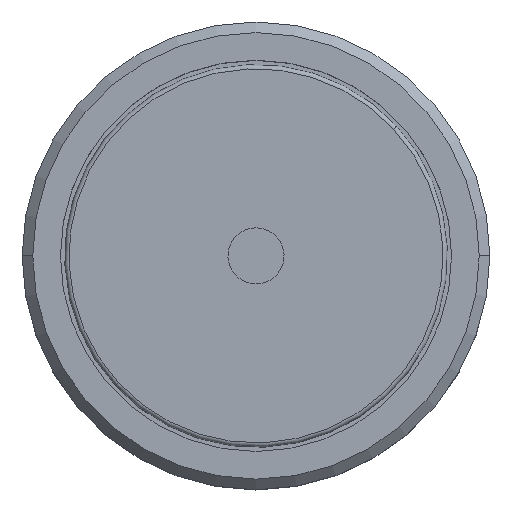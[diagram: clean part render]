
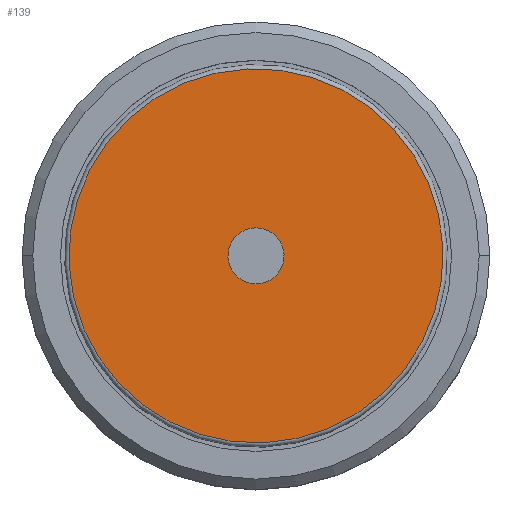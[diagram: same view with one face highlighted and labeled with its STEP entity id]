
A CAD part, top view. The second image highlights one B-rep face of the part: STEP entity #139.
In plain terms, the highlighted planar face has unit normal (0, 0, 1).
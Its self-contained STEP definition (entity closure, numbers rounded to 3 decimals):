
#36 = VERTEX_POINT ( 'NONE', #521 ) ;
#50 = CARTESIAN_POINT ( 'NONE',  ( -1.319, 0., 5. ) ) ;
#67 = DIRECTION ( 'NONE',  ( 1., 0., 0. ) ) ;
#68 = EDGE_LOOP ( 'NONE', ( #262, #435 ) ) ;
#86 = EDGE_LOOP ( 'NONE', ( #776, #412 ) ) ;
#112 = PLANE ( 'NONE',  #305 ) ;
#129 = CARTESIAN_POINT ( 'NONE',  ( 0., 0., 5. ) ) ;
#139 = ADVANCED_FACE ( 'NONE', ( #638, #773 ), #112, .T. ) ;
#155 = CARTESIAN_POINT ( 'NONE',  ( 0., 0., 5. ) ) ;
#160 = DIRECTION ( 'NONE',  ( 1., 0., 0. ) ) ;
#184 = VERTEX_POINT ( 'NONE', #351 ) ;
#188 = CIRCLE ( 'NONE', #230, 1.319 ) ;
#190 = DIRECTION ( 'NONE',  ( 0., 0., -1. ) ) ;
#200 = CIRCLE ( 'NONE', #479, 1.319 ) ;
#205 = VERTEX_POINT ( 'NONE', #664 ) ;
#229 = AXIS2_PLACEMENT_3D ( 'NONE', #155, #268, #160 ) ;
#230 = AXIS2_PLACEMENT_3D ( 'NONE', #476, #710, #423 ) ;
#234 = EDGE_CURVE ( 'NONE', #572, #184, #200, .T. ) ;
#262 = ORIENTED_EDGE ( 'NONE', *, *, #661, .T. ) ;
#268 = DIRECTION ( 'NONE',  ( 0., 0., 1. ) ) ;
#280 = AXIS2_PLACEMENT_3D ( 'NONE', #129, #291, #719 ) ;
#291 = DIRECTION ( 'NONE',  ( 0., 0., 1. ) ) ;
#304 = DIRECTION ( 'NONE',  ( 1., 0., 0. ) ) ;
#305 = AXIS2_PLACEMENT_3D ( 'NONE', #658, #358, #304 ) ;
#351 = CARTESIAN_POINT ( 'NONE',  ( 1.319, 0., 5. ) ) ;
#358 = DIRECTION ( 'NONE',  ( 0., 0., 1. ) ) ;
#410 = EDGE_CURVE ( 'NONE', #205, #36, #537, .T. ) ;
#412 = ORIENTED_EDGE ( 'NONE', *, *, #726, .T. ) ;
#423 = DIRECTION ( 'NONE',  ( 1., 0., 0. ) ) ;
#435 = ORIENTED_EDGE ( 'NONE', *, *, #234, .T. ) ;
#476 = CARTESIAN_POINT ( 'NONE',  ( 0., 0., 5. ) ) ;
#479 = AXIS2_PLACEMENT_3D ( 'NONE', #495, #190, #67 ) ;
#495 = CARTESIAN_POINT ( 'NONE',  ( 0., 0., 5. ) ) ;
#521 = CARTESIAN_POINT ( 'NONE',  ( -8.8, 0., 5. ) ) ;
#537 = CIRCLE ( 'NONE', #229, 8.8 ) ;
#572 = VERTEX_POINT ( 'NONE', #50 ) ;
#638 = FACE_OUTER_BOUND ( 'NONE', #86, .T. ) ;
#658 = CARTESIAN_POINT ( 'NONE',  ( 0., 0., 5. ) ) ;
#661 = EDGE_CURVE ( 'NONE', #184, #572, #188, .T. ) ;
#664 = CARTESIAN_POINT ( 'NONE',  ( 8.8, 0., 5. ) ) ;
#710 = DIRECTION ( 'NONE',  ( 0., 0., -1. ) ) ;
#719 = DIRECTION ( 'NONE',  ( 1., 0., 0. ) ) ;
#726 = EDGE_CURVE ( 'NONE', #36, #205, #766, .T. ) ;
#766 = CIRCLE ( 'NONE', #280, 8.8 ) ;
#773 = FACE_BOUND ( 'NONE', #68, .T. ) ;
#776 = ORIENTED_EDGE ( 'NONE', *, *, #410, .T. ) ;
